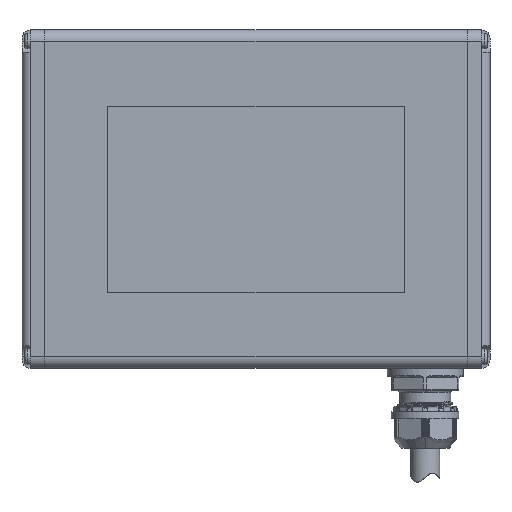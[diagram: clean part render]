
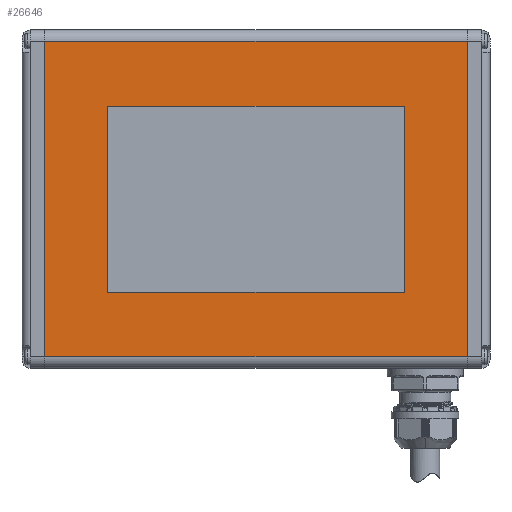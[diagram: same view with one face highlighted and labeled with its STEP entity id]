
A CAD part, top view. The second image highlights one B-rep face of the part: STEP entity #26646.
In plain terms, the highlighted planar face has unit normal (0, 0, 1).
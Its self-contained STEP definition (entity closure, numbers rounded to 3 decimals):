
#31 = CARTESIAN_POINT ( 'NONE',  ( 75., 56., 22.5 ) ) ;
#747 = LINE ( 'NONE', #18145, #19514 ) ;
#989 = DIRECTION ( 'NONE',  ( 0., 1., 0. ) ) ;
#1055 = LINE ( 'NONE', #16047, #10243 ) ;
#1978 = DIRECTION ( 'NONE',  ( 0., -1., 0. ) ) ;
#2011 = CARTESIAN_POINT ( 'NONE',  ( -52.5, -33., 22.5 ) ) ;
#2924 = CARTESIAN_POINT ( 'NONE',  ( 75., 56., 22.5 ) ) ;
#3957 = VECTOR ( 'NONE', #1978, 1000. ) ;
#4583 = ORIENTED_EDGE ( 'NONE', *, *, #22108, .F. ) ;
#4621 = CARTESIAN_POINT ( 'NONE',  ( 74.9, 56., 22.5 ) ) ;
#4705 = LINE ( 'NONE', #31, #15230 ) ;
#4999 = EDGE_CURVE ( 'NONE', #18529, #24794, #9588, .T. ) ;
#5388 = EDGE_LOOP ( 'NONE', ( #15347, #27385, #27228, #6879 ) ) ;
#5812 = EDGE_CURVE ( 'NONE', #29642, #19830, #747, .T. ) ;
#6879 = ORIENTED_EDGE ( 'NONE', *, *, #5812, .T. ) ;
#7135 = CARTESIAN_POINT ( 'NONE',  ( -74.9, 56., 22.5 ) ) ;
#8806 = DIRECTION ( 'NONE',  ( -1., 0., 0. ) ) ;
#9435 = CARTESIAN_POINT ( 'NONE',  ( 74.9, -56., 22.5 ) ) ;
#9588 = LINE ( 'NONE', #2011, #13337 ) ;
#9956 = VECTOR ( 'NONE', #25366, 1000. ) ;
#10201 = DIRECTION ( 'NONE',  ( 0., 0., -1. ) ) ;
#10243 = VECTOR ( 'NONE', #8806, 1000. ) ;
#11240 = CARTESIAN_POINT ( 'NONE',  ( 52.5, 33., 22.5 ) ) ;
#12126 = LINE ( 'NONE', #7135, #3957 ) ;
#13203 = ORIENTED_EDGE ( 'NONE', *, *, #26021, .F. ) ;
#13337 = VECTOR ( 'NONE', #21644, 1000. ) ;
#13501 = CARTESIAN_POINT ( 'NONE',  ( -52.5, 33., 22.5 ) ) ;
#13524 = VERTEX_POINT ( 'NONE', #30420 ) ;
#13630 = LINE ( 'NONE', #18112, #26874 ) ;
#15040 = DIRECTION ( 'NONE',  ( -1., 0., 0. ) ) ;
#15230 = VECTOR ( 'NONE', #19521, 1000. ) ;
#15347 = ORIENTED_EDGE ( 'NONE', *, *, #20657, .T. ) ;
#16047 = CARTESIAN_POINT ( 'NONE',  ( -52.5, 33., 22.5 ) ) ;
#16368 = EDGE_CURVE ( 'NONE', #13524, #18529, #30537, .T. ) ;
#16371 = VERTEX_POINT ( 'NONE', #11240 ) ;
#16544 = CARTESIAN_POINT ( 'NONE',  ( -52.5, -33., 22.5 ) ) ;
#17437 = PLANE ( 'NONE',  #26991 ) ;
#17954 = EDGE_CURVE ( 'NONE', #29642, #23520, #13630, .T. ) ;
#18112 = CARTESIAN_POINT ( 'NONE',  ( 75., -56., 22.5 ) ) ;
#18145 = CARTESIAN_POINT ( 'NONE',  ( 74.9, 56., 22.5 ) ) ;
#18529 = VERTEX_POINT ( 'NONE', #16544 ) ;
#19514 = VECTOR ( 'NONE', #28274, 1000. ) ;
#19521 = DIRECTION ( 'NONE',  ( -1., 0., 0. ) ) ;
#19830 = VERTEX_POINT ( 'NONE', #4621 ) ;
#20657 = EDGE_CURVE ( 'NONE', #19830, #22270, #4705, .T. ) ;
#20788 = ORIENTED_EDGE ( 'NONE', *, *, #16368, .F. ) ;
#21574 = CARTESIAN_POINT ( 'NONE',  ( -74.9, 56., 22.5 ) ) ;
#21644 = DIRECTION ( 'NONE',  ( 1., 0., 0. ) ) ;
#21860 = EDGE_CURVE ( 'NONE', #22270, #23520, #12126, .T. ) ;
#22108 = EDGE_CURVE ( 'NONE', #24794, #16371, #28351, .T. ) ;
#22270 = VERTEX_POINT ( 'NONE', #21574 ) ;
#23250 = DIRECTION ( 'NONE',  ( -1., 0., 0. ) ) ;
#23520 = VERTEX_POINT ( 'NONE', #29938 ) ;
#24794 = VERTEX_POINT ( 'NONE', #28125 ) ;
#25013 = VECTOR ( 'NONE', #989, 1000. ) ;
#25366 = DIRECTION ( 'NONE',  ( 0., -1., 0. ) ) ;
#26021 = EDGE_CURVE ( 'NONE', #16371, #13524, #1055, .T. ) ;
#26646 = ADVANCED_FACE ( 'NONE', ( #27544, #29974 ), #17437, .F. ) ;
#26874 = VECTOR ( 'NONE', #23250, 1000. ) ;
#26991 = AXIS2_PLACEMENT_3D ( 'NONE', #2924, #10201, #15040 ) ;
#27228 = ORIENTED_EDGE ( 'NONE', *, *, #17954, .F. ) ;
#27385 = ORIENTED_EDGE ( 'NONE', *, *, #21860, .T. ) ;
#27544 = FACE_BOUND ( 'NONE', #27823, .T. ) ;
#27823 = EDGE_LOOP ( 'NONE', ( #29181, #20788, #13203, #4583 ) ) ;
#28125 = CARTESIAN_POINT ( 'NONE',  ( 52.5, -33., 22.5 ) ) ;
#28274 = DIRECTION ( 'NONE',  ( 0., 1., 0. ) ) ;
#28351 = LINE ( 'NONE', #28511, #25013 ) ;
#28511 = CARTESIAN_POINT ( 'NONE',  ( 52.5, 33., 22.5 ) ) ;
#29181 = ORIENTED_EDGE ( 'NONE', *, *, #4999, .F. ) ;
#29642 = VERTEX_POINT ( 'NONE', #9435 ) ;
#29938 = CARTESIAN_POINT ( 'NONE',  ( -74.9, -56., 22.5 ) ) ;
#29974 = FACE_OUTER_BOUND ( 'NONE', #5388, .T. ) ;
#30420 = CARTESIAN_POINT ( 'NONE',  ( -52.5, 33., 22.5 ) ) ;
#30537 = LINE ( 'NONE', #13501, #9956 ) ;
